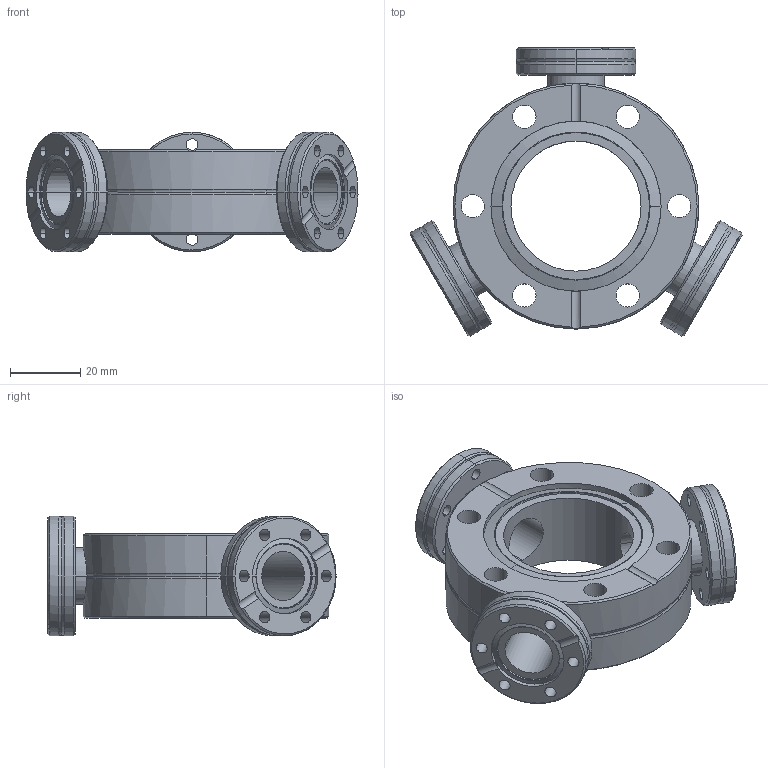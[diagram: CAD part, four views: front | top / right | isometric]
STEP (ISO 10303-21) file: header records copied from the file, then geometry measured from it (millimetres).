
FILE_DESCRIPTION (( 'STEP AP214' ), '1' );
FILE_NAME ('420FDP040-3-16.stp', '2017-05-31T06:49:52', ( '' ), ( '' ), 'SwSTEP 2.0', 'SolidWorks 2015', '' );
FILE_SCHEMA (( 'AUTOMOTIVE_DESIGN' ));
Length unit declared in the file: millimetre
Products named in the file (1): 420FDP040-3-16
Bounding box: 94.43 x 81.97 x 34 mm (x, y, z)
Volume: 67484.4 mm3; surface area: 33180.2 mm2
Topology: 1 solids, 1 shells, 201 faces, 500 edges, 311 vertices
Faces by surface type: cylinder 108, cone 40, torus 30, plane 23
Entity records: 9111 total; most frequent: CARTESIAN_POINT 1831, DIRECTION 1140, ORIENTED_EDGE 1000, EDGE_CURVE 500, AXIS2_PLACEMENT_3D 496, VERTEX_POINT 311, CIRCLE 294, EDGE_LOOP 267
